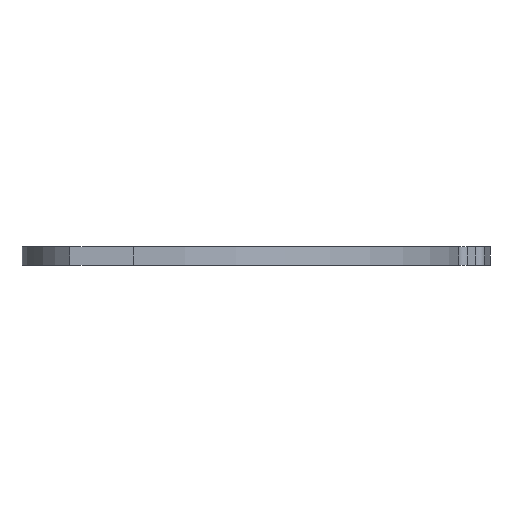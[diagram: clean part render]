
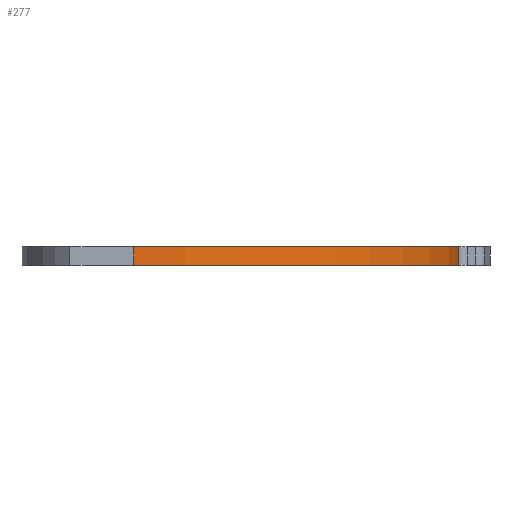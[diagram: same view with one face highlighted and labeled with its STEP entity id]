
A CAD part, left-side view. The second image highlights one B-rep face of the part: STEP entity #277.
In plain terms, the highlighted cylindrical face has radius 51 mm (diameter 102 mm), a partial arc.
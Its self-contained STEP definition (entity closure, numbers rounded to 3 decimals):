
#5 = CYLINDRICAL_SURFACE ( 'NONE', #623, 51. ) ;
#6 = EDGE_CURVE ( 'NONE', #759, #729, #889, .T. ) ;
#19 = ORIENTED_EDGE ( 'NONE', *, *, #189, .F. ) ;
#35 = DIRECTION ( 'NONE',  ( -1., 0., 0. ) ) ;
#40 = CARTESIAN_POINT ( 'NONE',  ( -33.169, -22.927, 6. ) ) ;
#63 = EDGE_CURVE ( 'NONE', #729, #686, #590, .T. ) ;
#98 = AXIS2_PLACEMENT_3D ( 'NONE', #438, #852, #775 ) ;
#102 = EDGE_LOOP ( 'NONE', ( #632, #19, #489, #783 ) ) ;
#189 = EDGE_CURVE ( 'NONE', #583, #686, #758, .T. ) ;
#227 = DIRECTION ( 'NONE',  ( 0., 0., -1. ) ) ;
#277 = ADVANCED_FACE ( 'NONE', ( #650 ), #5, .T. ) ;
#279 = CIRCLE ( 'NONE', #98, 51. ) ;
#383 = CARTESIAN_POINT ( 'NONE',  ( -78.194, 30.585, 3. ) ) ;
#426 = DIRECTION ( 'NONE',  ( 0., 0., 1. ) ) ;
#438 = CARTESIAN_POINT ( 'NONE',  ( -27.274, 27.731, 3. ) ) ;
#461 = DIRECTION ( 'NONE',  ( 1., 0., 0. ) ) ;
#489 = ORIENTED_EDGE ( 'NONE', *, *, #560, .F. ) ;
#507 = CARTESIAN_POINT ( 'NONE',  ( -78.194, 30.585, 3. ) ) ;
#560 = EDGE_CURVE ( 'NONE', #759, #583, #279, .T. ) ;
#577 = CARTESIAN_POINT ( 'NONE',  ( -78.194, 30.585, 6. ) ) ;
#583 = VERTEX_POINT ( 'NONE', #507 ) ;
#590 = CIRCLE ( 'NONE', #662, 51. ) ;
#611 = VECTOR ( 'NONE', #426, 1000. ) ;
#623 = AXIS2_PLACEMENT_3D ( 'NONE', #874, #875, #461 ) ;
#632 = ORIENTED_EDGE ( 'NONE', *, *, #63, .T. ) ;
#650 = FACE_OUTER_BOUND ( 'NONE', #102, .T. ) ;
#651 = CARTESIAN_POINT ( 'NONE',  ( -33.169, -22.927, 3. ) ) ;
#662 = AXIS2_PLACEMENT_3D ( 'NONE', #865, #227, #35 ) ;
#679 = DIRECTION ( 'NONE',  ( 0., 0., 1. ) ) ;
#686 = VERTEX_POINT ( 'NONE', #577 ) ;
#729 = VERTEX_POINT ( 'NONE', #40 ) ;
#758 = LINE ( 'NONE', #383, #780 ) ;
#759 = VERTEX_POINT ( 'NONE', #651 ) ;
#775 = DIRECTION ( 'NONE',  ( -1., 0., 0. ) ) ;
#780 = VECTOR ( 'NONE', #679, 1000. ) ;
#783 = ORIENTED_EDGE ( 'NONE', *, *, #6, .T. ) ;
#846 = CARTESIAN_POINT ( 'NONE',  ( -33.169, -22.927, 3. ) ) ;
#852 = DIRECTION ( 'NONE',  ( 0., 0., -1. ) ) ;
#865 = CARTESIAN_POINT ( 'NONE',  ( -27.274, 27.731, 6. ) ) ;
#874 = CARTESIAN_POINT ( 'NONE',  ( -27.274, 27.731, 3. ) ) ;
#875 = DIRECTION ( 'NONE',  ( 0., 0., 1. ) ) ;
#889 = LINE ( 'NONE', #846, #611 ) ;
